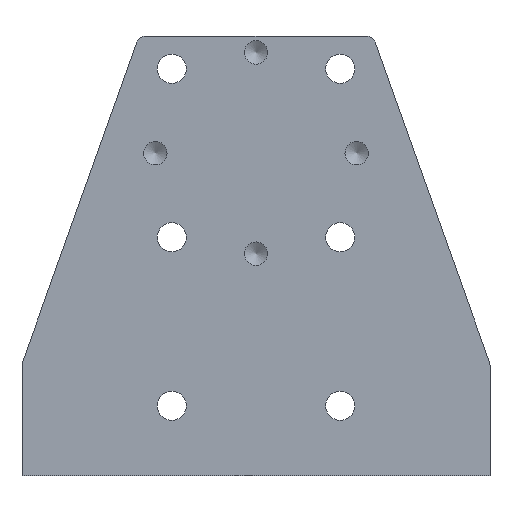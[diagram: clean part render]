
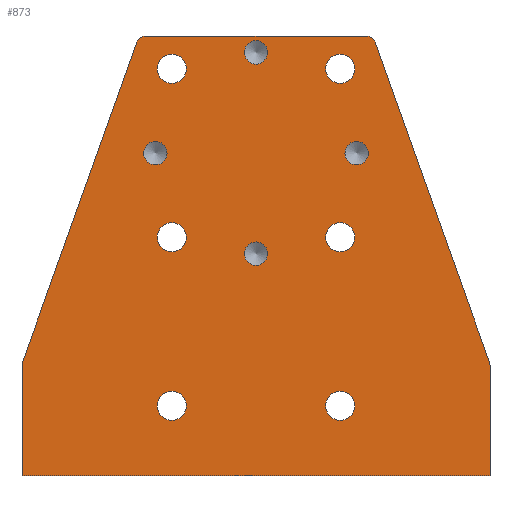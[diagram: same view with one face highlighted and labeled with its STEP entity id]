
A CAD part, front view. The second image highlights one B-rep face of the part: STEP entity #873.
In plain terms, the highlighted planar face has unit normal (0, -1, 0).
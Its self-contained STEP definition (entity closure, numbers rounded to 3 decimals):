
#28=LINE('',#1244,#50);
#31=LINE('',#1252,#53);
#34=LINE('',#1260,#56);
#36=LINE('',#1264,#58);
#38=LINE('',#1268,#60);
#41=LINE('',#1276,#63);
#50=VECTOR('',#1069,1000.);
#53=VECTOR('',#1078,1000.);
#56=VECTOR('',#1087,1000.);
#58=VECTOR('',#1091,1000.);
#60=VECTOR('',#1095,1000.);
#63=VECTOR('',#1104,1000.);
#74=PLANE('',#958);
#193=ORIENTED_EDGE('',*,*,#214,.T.);
#194=ORIENTED_EDGE('',*,*,#275,.T.);
#195=ORIENTED_EDGE('',*,*,#274,.T.);
#196=ORIENTED_EDGE('',*,*,#273,.T.);
#197=ORIENTED_EDGE('',*,*,#272,.T.);
#198=ORIENTED_EDGE('',*,*,#271,.T.);
#199=ORIENTED_EDGE('',*,*,#270,.F.);
#200=ORIENTED_EDGE('',*,*,#269,.F.);
#201=ORIENTED_EDGE('',*,*,#268,.T.);
#202=ORIENTED_EDGE('',*,*,#267,.T.);
#203=ORIENTED_EDGE('',*,*,#266,.T.);
#204=ORIENTED_EDGE('',*,*,#264,.T.);
#205=ORIENTED_EDGE('',*,*,#262,.F.);
#206=ORIENTED_EDGE('',*,*,#260,.F.);
#207=ORIENTED_EDGE('',*,*,#258,.F.);
#208=ORIENTED_EDGE('',*,*,#256,.T.);
#209=ORIENTED_EDGE('',*,*,#254,.F.);
#210=ORIENTED_EDGE('',*,*,#252,.T.);
#211=ORIENTED_EDGE('',*,*,#250,.F.);
#212=ORIENTED_EDGE('',*,*,#248,.T.);
#214=EDGE_CURVE('',#277,#277,#336,.T.);
#248=EDGE_CURVE('',#317,#316,#363,.F.);
#250=EDGE_CURVE('',#317,#318,#28,.T.);
#252=EDGE_CURVE('',#319,#318,#364,.F.);
#254=EDGE_CURVE('',#319,#320,#31,.T.);
#256=EDGE_CURVE('',#321,#320,#365,.F.);
#258=EDGE_CURVE('',#321,#322,#34,.T.);
#260=EDGE_CURVE('',#322,#323,#36,.T.);
#262=EDGE_CURVE('',#323,#324,#38,.T.);
#264=EDGE_CURVE('',#325,#324,#366,.F.);
#266=EDGE_CURVE('',#316,#325,#41,.T.);
#267=EDGE_CURVE('',#326,#326,#367,.T.);
#268=EDGE_CURVE('',#327,#327,#368,.T.);
#269=EDGE_CURVE('',#328,#328,#369,.F.);
#270=EDGE_CURVE('',#329,#329,#370,.F.);
#271=EDGE_CURVE('',#330,#330,#371,.T.);
#272=EDGE_CURVE('',#331,#331,#372,.T.);
#273=EDGE_CURVE('',#332,#332,#373,.T.);
#274=EDGE_CURVE('',#333,#333,#374,.T.);
#275=EDGE_CURVE('',#334,#334,#375,.T.);
#277=VERTEX_POINT('',#1148);
#316=VERTEX_POINT('',#1239);
#317=VERTEX_POINT('',#1241);
#318=VERTEX_POINT('',#1245);
#319=VERTEX_POINT('',#1249);
#320=VERTEX_POINT('',#1253);
#321=VERTEX_POINT('',#1257);
#322=VERTEX_POINT('',#1261);
#323=VERTEX_POINT('',#1265);
#324=VERTEX_POINT('',#1269);
#325=VERTEX_POINT('',#1273);
#326=VERTEX_POINT('',#1279);
#327=VERTEX_POINT('',#1282);
#328=VERTEX_POINT('',#1285);
#329=VERTEX_POINT('',#1288);
#330=VERTEX_POINT('',#1291);
#331=VERTEX_POINT('',#1294);
#332=VERTEX_POINT('',#1297);
#333=VERTEX_POINT('',#1300);
#334=VERTEX_POINT('',#1303);
#336=CIRCLE('',#881,2.5);
#363=CIRCLE('',#927,2.);
#364=CIRCLE('',#930,2.);
#365=CIRCLE('',#933,2.);
#366=CIRCLE('',#938,2.);
#367=CIRCLE('',#941,3.1);
#368=CIRCLE('',#943,3.1);
#369=CIRCLE('',#945,3.1);
#370=CIRCLE('',#947,3.1);
#371=CIRCLE('',#949,3.1);
#372=CIRCLE('',#951,3.1);
#373=CIRCLE('',#953,2.5);
#374=CIRCLE('',#955,2.5);
#375=CIRCLE('',#957,2.5);
#443=EDGE_LOOP('',(#193));
#444=EDGE_LOOP('',(#194));
#445=EDGE_LOOP('',(#195));
#446=EDGE_LOOP('',(#196));
#447=EDGE_LOOP('',(#197));
#448=EDGE_LOOP('',(#198));
#449=EDGE_LOOP('',(#199));
#450=EDGE_LOOP('',(#200));
#451=EDGE_LOOP('',(#201));
#452=EDGE_LOOP('',(#202));
#453=EDGE_LOOP('',(#203,#204,#205,#206,#207,#208,#209,#210,#211,#212));
#527=FACE_BOUND('',#443,.T.);
#528=FACE_BOUND('',#444,.T.);
#529=FACE_BOUND('',#445,.T.);
#530=FACE_BOUND('',#446,.T.);
#531=FACE_BOUND('',#447,.T.);
#532=FACE_BOUND('',#448,.T.);
#533=FACE_BOUND('',#449,.T.);
#534=FACE_BOUND('',#450,.T.);
#535=FACE_BOUND('',#451,.T.);
#536=FACE_BOUND('',#452,.T.);
#537=FACE_BOUND('',#453,.T.);
#873=ADVANCED_FACE('',(#527,#528,#529,#530,#531,#532,#533,#534,#535,#536,
#537),#74,.F.);
#881=AXIS2_PLACEMENT_3D('',#1147,#965,#966);
#927=AXIS2_PLACEMENT_3D('',#1240,#1064,#1065);
#930=AXIS2_PLACEMENT_3D('',#1248,#1073,#1074);
#933=AXIS2_PLACEMENT_3D('',#1256,#1082,#1083);
#938=AXIS2_PLACEMENT_3D('',#1272,#1099,#1100);
#941=AXIS2_PLACEMENT_3D('',#1278,#1107,#1108);
#943=AXIS2_PLACEMENT_3D('',#1281,#1111,#1112);
#945=AXIS2_PLACEMENT_3D('',#1284,#1115,#1116);
#947=AXIS2_PLACEMENT_3D('',#1287,#1119,#1120);
#949=AXIS2_PLACEMENT_3D('',#1290,#1123,#1124);
#951=AXIS2_PLACEMENT_3D('',#1293,#1127,#1128);
#953=AXIS2_PLACEMENT_3D('',#1296,#1131,#1132);
#955=AXIS2_PLACEMENT_3D('',#1299,#1135,#1136);
#957=AXIS2_PLACEMENT_3D('',#1302,#1139,#1140);
#958=AXIS2_PLACEMENT_3D('',#1304,#1141,#1142);
#965=DIRECTION('',(0.,1.,0.));
#966=DIRECTION('',(0.,0.,1.));
#1064=DIRECTION('',(0.,1.,0.));
#1065=DIRECTION('',(0.,0.,1.));
#1069=DIRECTION('',(1.,0.,0.));
#1073=DIRECTION('',(0.,1.,0.));
#1074=DIRECTION('',(0.,0.,1.));
#1078=DIRECTION('',(0.336,0.,-0.942));
#1082=DIRECTION('',(0.,1.,0.));
#1083=DIRECTION('',(0.,0.,1.));
#1087=DIRECTION('',(0.,0.,-1.));
#1091=DIRECTION('',(-1.,0.,0.));
#1095=DIRECTION('',(0.,0.,1.));
#1099=DIRECTION('',(0.,1.,0.));
#1100=DIRECTION('',(0.,0.,1.));
#1104=DIRECTION('',(-0.336,0.,-0.942));
#1107=DIRECTION('',(0.,1.,0.));
#1108=DIRECTION('',(0.,0.,-1.));
#1111=DIRECTION('',(0.,1.,0.));
#1112=DIRECTION('',(0.,0.,-1.));
#1115=DIRECTION('',(0.,1.,0.));
#1116=DIRECTION('',(0.,0.,1.));
#1119=DIRECTION('',(0.,1.,0.));
#1120=DIRECTION('',(0.,0.,1.));
#1123=DIRECTION('',(0.,1.,0.));
#1124=DIRECTION('',(0.,0.,-1.));
#1127=DIRECTION('',(0.,1.,0.));
#1128=DIRECTION('',(0.,0.,-1.));
#1131=DIRECTION('',(0.,1.,0.));
#1132=DIRECTION('',(0.,0.,1.));
#1135=DIRECTION('',(0.,1.,0.));
#1136=DIRECTION('',(0.,0.,1.));
#1139=DIRECTION('',(0.,1.,0.));
#1140=DIRECTION('',(0.,0.,1.));
#1141=DIRECTION('',(0.,1.,0.));
#1142=DIRECTION('',(0.,0.,1.));
#1147=CARTESIAN_POINT('',(-21.5,1.,69.));
#1148=CARTESIAN_POINT('',(-21.5,1.,71.5));
#1239=CARTESIAN_POINT('',(-25.474,1.,92.673));
#1240=CARTESIAN_POINT('',(-23.591,1.,92.));
#1241=CARTESIAN_POINT('',(-23.591,1.,94.));
#1244=CARTESIAN_POINT('',(-50.,1.,94.));
#1245=CARTESIAN_POINT('',(23.591,1.,94.));
#1248=CARTESIAN_POINT('',(23.591,1.,92.));
#1249=CARTESIAN_POINT('',(25.474,1.,92.673));
#1252=CARTESIAN_POINT('',(21.665,1.,103.339));
#1253=CARTESIAN_POINT('',(49.883,1.,24.326));
#1256=CARTESIAN_POINT('',(48.,1.,23.654));
#1257=CARTESIAN_POINT('',(50.,1.,23.654));
#1260=CARTESIAN_POINT('',(50.,1.,100.));
#1261=CARTESIAN_POINT('',(50.,1.,0.));
#1264=CARTESIAN_POINT('',(50.,1.,0.));
#1265=CARTESIAN_POINT('',(-50.,1.,0.));
#1268=CARTESIAN_POINT('',(-50.,1.,0.));
#1269=CARTESIAN_POINT('',(-50.,1.,23.654));
#1272=CARTESIAN_POINT('',(-48.,1.,23.654));
#1273=CARTESIAN_POINT('',(-49.883,1.,24.326));
#1276=CARTESIAN_POINT('',(-21.665,1.,103.339));
#1278=CARTESIAN_POINT('',(18.,1.,87.));
#1279=CARTESIAN_POINT('',(18.,1.,83.9));
#1281=CARTESIAN_POINT('',(18.,1.,15.));
#1282=CARTESIAN_POINT('',(18.,1.,11.9));
#1284=CARTESIAN_POINT('',(-18.,1.,87.));
#1285=CARTESIAN_POINT('',(-18.,1.,90.1));
#1287=CARTESIAN_POINT('',(-18.,1.,15.));
#1288=CARTESIAN_POINT('',(-18.,1.,18.1));
#1290=CARTESIAN_POINT('',(18.,1.,51.));
#1291=CARTESIAN_POINT('',(18.,1.,47.9));
#1293=CARTESIAN_POINT('',(-18.,1.,51.));
#1294=CARTESIAN_POINT('',(-18.,1.,47.9));
#1296=CARTESIAN_POINT('',(0.,1.,47.5));
#1297=CARTESIAN_POINT('',(0.,1.,50.));
#1299=CARTESIAN_POINT('',(0.,1.,90.5));
#1300=CARTESIAN_POINT('',(0.,1.,93.));
#1302=CARTESIAN_POINT('',(21.5,1.,69.));
#1303=CARTESIAN_POINT('',(21.5,1.,71.5));
#1304=CARTESIAN_POINT('',(0.,1.,50.));
